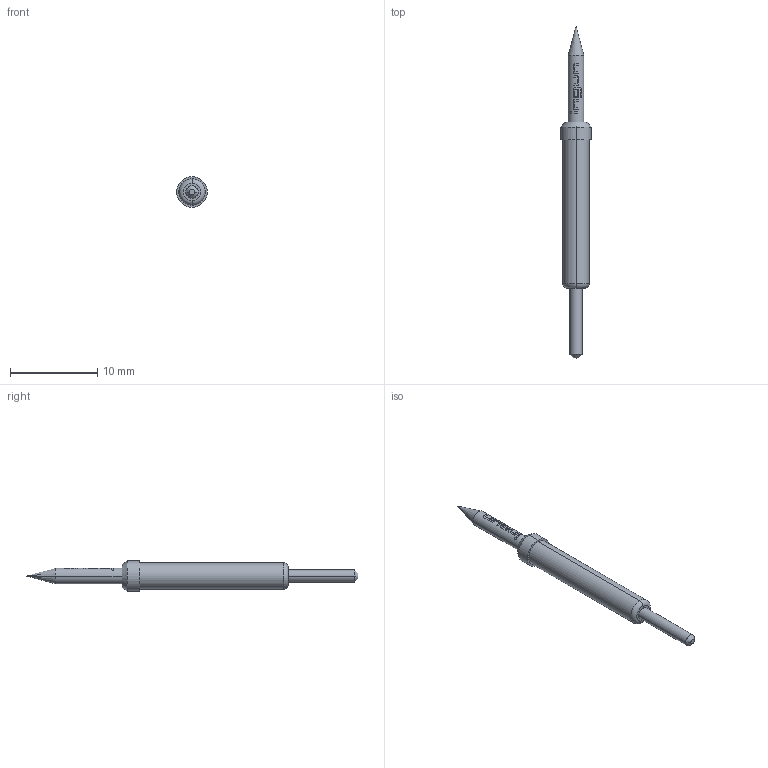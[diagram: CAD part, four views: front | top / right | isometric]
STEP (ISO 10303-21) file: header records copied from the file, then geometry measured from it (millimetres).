
FILE_DESCRIPTION (( 'STEP AP203' ), '1' );
FILE_NAME ('INGUN_GKS-503_201_180_R_xx02.STEP', '2021-12-21T13:33:10', ( 'ochi' ), ( '' ), 'SwSTEP 2.0', 'SolidWorks 2018', '' );
FILE_SCHEMA (( 'CONFIG_CONTROL_DESIGN' ));
Length unit declared in the file: millimetre
Products named in the file (1): INGUN_GKS-503_201_180_R_xx02
Bounding box: 3.5 x 38 x 3.5 mm (x, y, z)
Volume: 172 mm3; surface area: 280.4 mm2
Topology: 1 solids, 1 shells, 88 faces, 226 edges, 147 vertices
Faces by surface type: bspline 53, cylinder 14, plane 13, cone 6, torus 2
Entity records: 3955 total; most frequent: CARTESIAN_POINT 2253, ORIENTED_EDGE 448, EDGE_CURVE 224, B_SPLINE_CURVE_WITH_KNOTS 186, VERTEX_POINT 147, DIRECTION 134, EDGE_LOOP 97, ADVANCED_FACE 88
